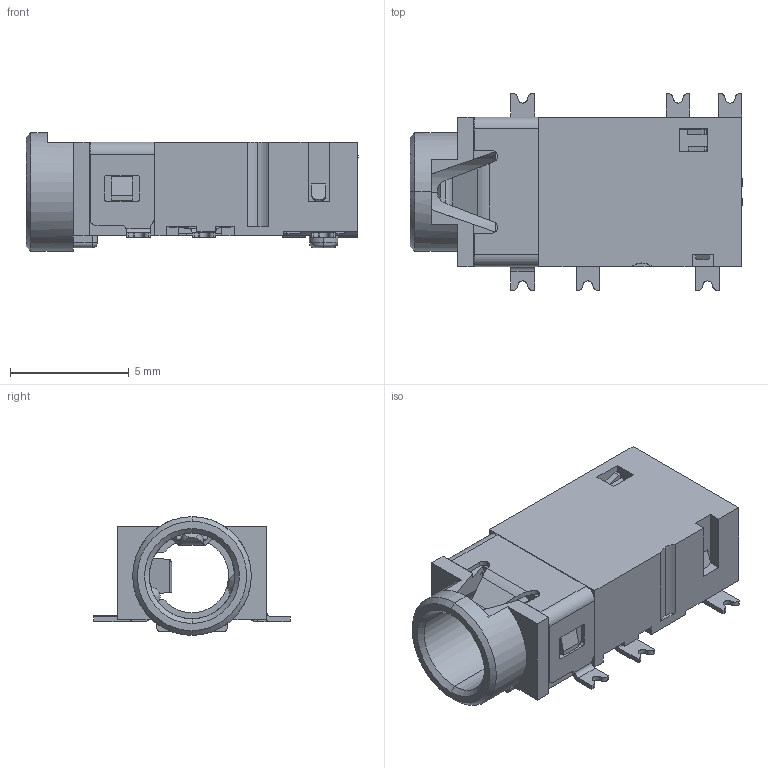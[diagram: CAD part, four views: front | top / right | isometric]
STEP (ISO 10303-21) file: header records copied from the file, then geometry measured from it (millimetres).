
FILE_DESCRIPTION(('STEP AP214'),'1');
FILE_NAME('sj2-35954d-smt-tr.stp','2018-08-23T02:36:55',('TraceParts'),('TraceParts S.A.'),'Spatial InterOp 3D',' ',' ');
FILE_SCHEMA(('automotive_design'));
Length unit declared in the file: millimetre
Products named in the file (6): sj2-35954d-smt-tr_1; NONE
Bounding box: 14 x 8.3 x 5 mm (x, y, z)
Volume: 193.8 mm3; surface area: 610.4 mm2
Topology: 6 solids, 6 shells, 478 faces, 1360 edges, 897 vertices
Faces by surface type: plane 341, cylinder 124, bspline 9, cone 4
Entity records: 20138 total; most frequent: CARTESIAN_POINT 4053, ORIENTED_EDGE 2716, DIRECTION 2245, EDGE_CURVE 1358, LINE 1013, VECTOR 1013, VERTEX_POINT 898, AXIS2_PLACEMENT_3D 616
